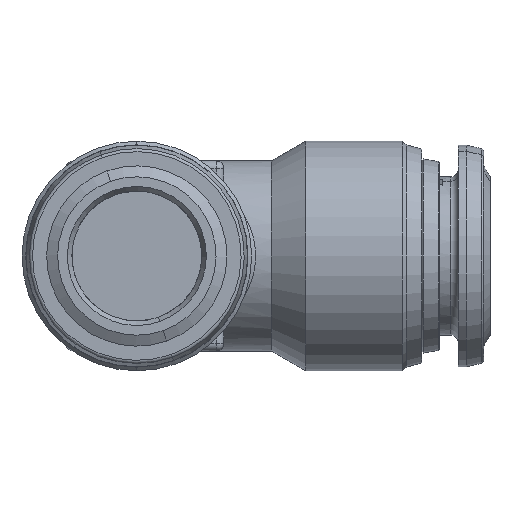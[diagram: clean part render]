
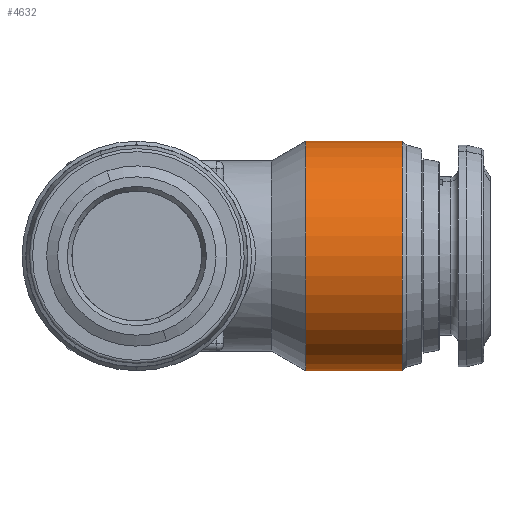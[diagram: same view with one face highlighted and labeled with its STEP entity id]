
A CAD part, left-side view. The second image highlights one B-rep face of the part: STEP entity #4632.
In plain terms, the highlighted cylindrical face has radius 7.25 mm (diameter 14.5 mm), a partial arc.
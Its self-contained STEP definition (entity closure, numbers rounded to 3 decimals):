
#64 = CARTESIAN_POINT ( 'NONE',  ( 0., 2.732, 0. ) ) ;
#113 = DIRECTION ( 'NONE',  ( 0., -1., 0. ) ) ;
#199 = AXIS2_PLACEMENT_3D ( 'NONE', #2667, #4519, #3118 ) ;
#333 = EDGE_CURVE ( 'NONE', #4042, #4421, #1601, .T. ) ;
#411 = VECTOR ( 'NONE', #5630, 1000. ) ;
#751 = CARTESIAN_POINT ( 'NONE',  ( 0., 2.732, 7.25 ) ) ;
#768 = ORIENTED_EDGE ( 'NONE', *, *, #1676, .T. ) ;
#959 = DIRECTION ( 'NONE',  ( 0., 0., 1. ) ) ;
#1034 = CIRCLE ( 'NONE', #2535, 7.25 ) ;
#1431 = ORIENTED_EDGE ( 'NONE', *, *, #333, .F. ) ;
#1601 = LINE ( 'NONE', #3351, #411 ) ;
#1676 = EDGE_CURVE ( 'NONE', #4042, #3120, #1034, .T. ) ;
#2126 = LINE ( 'NONE', #3680, #2546 ) ;
#2281 = EDGE_LOOP ( 'NONE', ( #1431, #768, #3252, #3729 ) ) ;
#2535 = AXIS2_PLACEMENT_3D ( 'NONE', #3089, #3414, #4855 ) ;
#2546 = VECTOR ( 'NONE', #113, 1000. ) ;
#2667 = CARTESIAN_POINT ( 'NONE',  ( 0., 0., 0. ) ) ;
#2691 = FACE_OUTER_BOUND ( 'NONE', #2281, .T. ) ;
#2862 = CARTESIAN_POINT ( 'NONE',  ( 0., 8.835, 7.25 ) ) ;
#3073 = VERTEX_POINT ( 'NONE', #4760 ) ;
#3089 = CARTESIAN_POINT ( 'NONE',  ( 0., 8.835, 0. ) ) ;
#3118 = DIRECTION ( 'NONE',  ( 0., 0., -1. ) ) ;
#3120 = VERTEX_POINT ( 'NONE', #3425 ) ;
#3252 = ORIENTED_EDGE ( 'NONE', *, *, #4765, .T. ) ;
#3351 = CARTESIAN_POINT ( 'NONE',  ( 0., 0., 7.25 ) ) ;
#3414 = DIRECTION ( 'NONE',  ( 0., -1., 0. ) ) ;
#3425 = CARTESIAN_POINT ( 'NONE',  ( 0., 8.835, -7.25 ) ) ;
#3453 = AXIS2_PLACEMENT_3D ( 'NONE', #64, #3649, #959 ) ;
#3649 = DIRECTION ( 'NONE',  ( 0., 1., 0. ) ) ;
#3680 = CARTESIAN_POINT ( 'NONE',  ( 0., 0., -7.25 ) ) ;
#3729 = ORIENTED_EDGE ( 'NONE', *, *, #3898, .T. ) ;
#3898 = EDGE_CURVE ( 'NONE', #3073, #4421, #5312, .T. ) ;
#4042 = VERTEX_POINT ( 'NONE', #2862 ) ;
#4172 = CYLINDRICAL_SURFACE ( 'NONE', #199, 7.25 ) ;
#4421 = VERTEX_POINT ( 'NONE', #751 ) ;
#4519 = DIRECTION ( 'NONE',  ( 0., -1., 0. ) ) ;
#4632 = ADVANCED_FACE ( 'NONE', ( #2691 ), #4172, .T. ) ;
#4760 = CARTESIAN_POINT ( 'NONE',  ( 0., 2.732, -7.25 ) ) ;
#4765 = EDGE_CURVE ( 'NONE', #3120, #3073, #2126, .T. ) ;
#4855 = DIRECTION ( 'NONE',  ( 0., 0., -1. ) ) ;
#5312 = CIRCLE ( 'NONE', #3453, 7.25 ) ;
#5630 = DIRECTION ( 'NONE',  ( 0., -1., 0. ) ) ;
